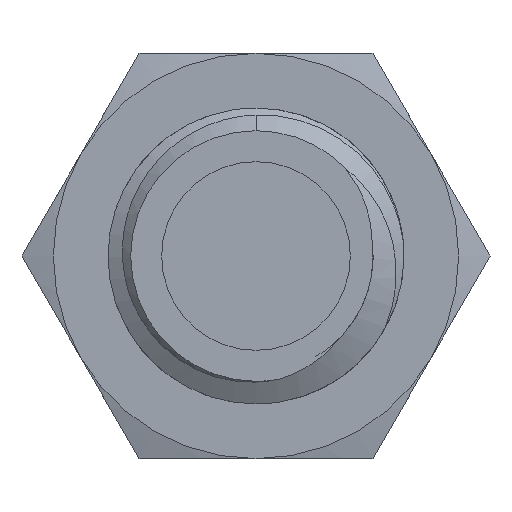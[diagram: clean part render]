
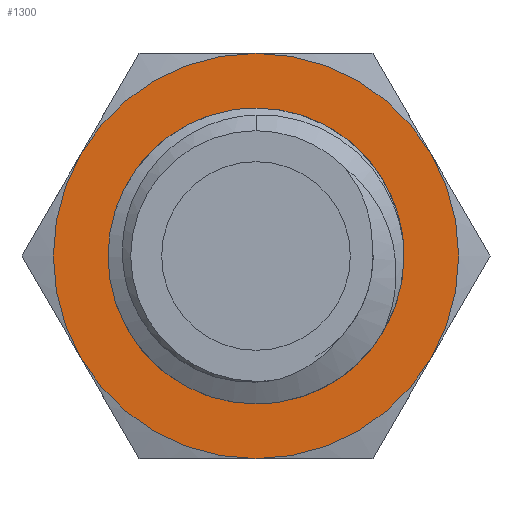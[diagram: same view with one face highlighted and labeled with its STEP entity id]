
A CAD part, front view. The second image highlights one B-rep face of the part: STEP entity #1300.
In plain terms, the highlighted planar face has unit normal (0, -1, 0).
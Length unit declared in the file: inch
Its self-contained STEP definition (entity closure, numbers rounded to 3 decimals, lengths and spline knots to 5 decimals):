
#7 = EDGE_LOOP ( 'NONE', ( #1070, #2238 ) ) ;
#51 = VERTEX_POINT ( 'NONE', #161 ) ;
#70 = AXIS2_PLACEMENT_3D ( 'NONE', #702, #2112, #917 ) ;
#91 = CARTESIAN_POINT ( 'NONE',  ( 0., 0., 0. ) ) ;
#161 = CARTESIAN_POINT ( 'NONE',  ( 0., 0., 0.098 ) ) ;
#183 = EDGE_CURVE ( 'NONE', #540, #871, #221, .T. ) ;
#209 = VERTEX_POINT ( 'NONE', #336 ) ;
#221 = CIRCLE ( 'NONE', #2451, 0.13423 ) ;
#234 = CARTESIAN_POINT ( 'NONE',  ( 0., 0., 0. ) ) ;
#294 = DIRECTION ( 'NONE',  ( 0., 0., 1. ) ) ;
#336 = CARTESIAN_POINT ( 'NONE',  ( 0., 0., -0.13423 ) ) ;
#346 = DIRECTION ( 'NONE',  ( 0., 0., 1. ) ) ;
#348 = DIRECTION ( 'NONE',  ( 0., 1., 0. ) ) ;
#351 = AXIS2_PLACEMENT_3D ( 'NONE', #91, #1533, #294 ) ;
#354 = CARTESIAN_POINT ( 'NONE',  ( 0., 0., 0. ) ) ;
#366 = EDGE_CURVE ( 'NONE', #51, #1472, #2067, .T. ) ;
#391 = EDGE_LOOP ( 'NONE', ( #474, #2557, #965, #812, #1149, #2212 ) ) ;
#410 = CARTESIAN_POINT ( 'NONE',  ( 0.11625, 0., -0.06712 ) ) ;
#440 = DIRECTION ( 'NONE',  ( 0., 0., -1. ) ) ;
#444 = AXIS2_PLACEMENT_3D ( 'NONE', #1100, #2482, #1299 ) ;
#474 = ORIENTED_EDGE ( 'NONE', *, *, #2186, .F. ) ;
#487 = AXIS2_PLACEMENT_3D ( 'NONE', #1521, #711, #2121 ) ;
#495 = PLANE ( 'NONE',  #487 ) ;
#540 = VERTEX_POINT ( 'NONE', #1494 ) ;
#634 = CARTESIAN_POINT ( 'NONE',  ( 0., 0., 0.13423 ) ) ;
#702 = CARTESIAN_POINT ( 'NONE',  ( 0., 0., 0. ) ) ;
#703 = CIRCLE ( 'NONE', #70, 0.13423 ) ;
#711 = DIRECTION ( 'NONE',  ( 0., 1., 0. ) ) ;
#743 = CARTESIAN_POINT ( 'NONE',  ( 0., 0., 0. ) ) ;
#812 = ORIENTED_EDGE ( 'NONE', *, *, #1817, .F. ) ;
#842 = VERTEX_POINT ( 'NONE', #2422 ) ;
#871 = VERTEX_POINT ( 'NONE', #410 ) ;
#917 = DIRECTION ( 'NONE',  ( 0., 0., 1. ) ) ;
#935 = AXIS2_PLACEMENT_3D ( 'NONE', #2245, #2235, #2228 ) ;
#956 = DIRECTION ( 'NONE',  ( 0., 0., 1. ) ) ;
#965 = ORIENTED_EDGE ( 'NONE', *, *, #1486, .F. ) ;
#1070 = ORIENTED_EDGE ( 'NONE', *, *, #366, .F. ) ;
#1100 = CARTESIAN_POINT ( 'NONE',  ( 0., 0., 0. ) ) ;
#1149 = ORIENTED_EDGE ( 'NONE', *, *, #2088, .T. ) ;
#1193 = CIRCLE ( 'NONE', #351, 0.098 ) ;
#1195 = DIRECTION ( 'NONE',  ( 0., 1., 0. ) ) ;
#1223 = CIRCLE ( 'NONE', #1824, 0.13423 ) ;
#1257 = EDGE_CURVE ( 'NONE', #842, #2024, #703, .T. ) ;
#1299 = DIRECTION ( 'NONE',  ( 0., 0., 1. ) ) ;
#1300 = ADVANCED_FACE ( 'NONE', ( #2184, #1668 ), #495, .F. ) ;
#1301 = EDGE_CURVE ( 'NONE', #1472, #51, #1193, .T. ) ;
#1472 = VERTEX_POINT ( 'NONE', #1774 ) ;
#1486 = EDGE_CURVE ( 'NONE', #2329, #842, #2509, .T. ) ;
#1494 = CARTESIAN_POINT ( 'NONE',  ( 0.11625, 0., 0.06712 ) ) ;
#1521 = CARTESIAN_POINT ( 'NONE',  ( 0.155, 0., 0. ) ) ;
#1533 = DIRECTION ( 'NONE',  ( 0., -1., 0. ) ) ;
#1637 = AXIS2_PLACEMENT_3D ( 'NONE', #234, #1679, #440 ) ;
#1668 = FACE_BOUND ( 'NONE', #7, .T. ) ;
#1679 = DIRECTION ( 'NONE',  ( 0., -1., 0. ) ) ;
#1738 = CARTESIAN_POINT ( 'NONE',  ( -0.11625, 0., -0.06712 ) ) ;
#1774 = CARTESIAN_POINT ( 'NONE',  ( 0., 0., -0.098 ) ) ;
#1817 = EDGE_CURVE ( 'NONE', #209, #2329, #1223, .T. ) ;
#1824 = AXIS2_PLACEMENT_3D ( 'NONE', #743, #2152, #956 ) ;
#1864 = AXIS2_PLACEMENT_3D ( 'NONE', #2384, #1195, #2558 ) ;
#2024 = VERTEX_POINT ( 'NONE', #634 ) ;
#2030 = CIRCLE ( 'NONE', #444, 0.13423 ) ;
#2067 = CIRCLE ( 'NONE', #935, 0.098 ) ;
#2088 = EDGE_CURVE ( 'NONE', #209, #871, #2484, .T. ) ;
#2112 = DIRECTION ( 'NONE',  ( 0., 1., 0. ) ) ;
#2121 = DIRECTION ( 'NONE',  ( 0., 0., 1. ) ) ;
#2152 = DIRECTION ( 'NONE',  ( 0., 1., 0. ) ) ;
#2184 = FACE_OUTER_BOUND ( 'NONE', #391, .T. ) ;
#2186 = EDGE_CURVE ( 'NONE', #2024, #540, #2030, .T. ) ;
#2212 = ORIENTED_EDGE ( 'NONE', *, *, #183, .F. ) ;
#2228 = DIRECTION ( 'NONE',  ( 0., 0., 1. ) ) ;
#2235 = DIRECTION ( 'NONE',  ( 0., -1., 0. ) ) ;
#2238 = ORIENTED_EDGE ( 'NONE', *, *, #1301, .F. ) ;
#2245 = CARTESIAN_POINT ( 'NONE',  ( 0., 0., 0. ) ) ;
#2329 = VERTEX_POINT ( 'NONE', #1738 ) ;
#2384 = CARTESIAN_POINT ( 'NONE',  ( 0., 0., 0. ) ) ;
#2422 = CARTESIAN_POINT ( 'NONE',  ( -0.11625, 0., 0.06712 ) ) ;
#2451 = AXIS2_PLACEMENT_3D ( 'NONE', #354, #348, #346 ) ;
#2482 = DIRECTION ( 'NONE',  ( 0., 1., 0. ) ) ;
#2484 = CIRCLE ( 'NONE', #1637, 0.13423 ) ;
#2509 = CIRCLE ( 'NONE', #1864, 0.13423 ) ;
#2557 = ORIENTED_EDGE ( 'NONE', *, *, #1257, .F. ) ;
#2558 = DIRECTION ( 'NONE',  ( 0., 0., 1. ) ) ;
